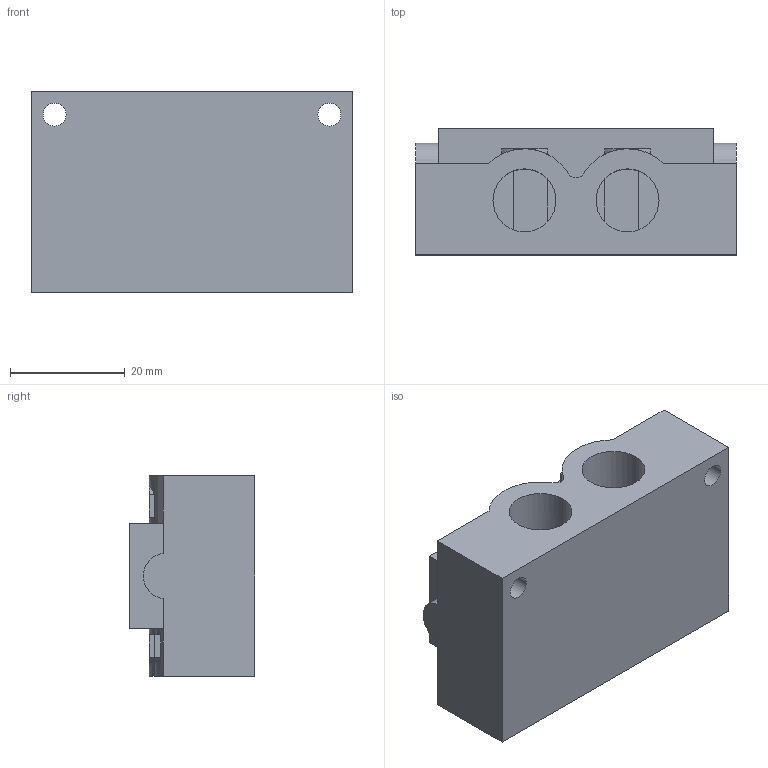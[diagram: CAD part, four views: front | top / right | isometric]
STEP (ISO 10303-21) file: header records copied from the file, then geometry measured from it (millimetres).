
FILE_DESCRIPTION (( 'STEP AP203' ), '1' );
FILE_NAME ('SIB21-S.STEP', '2016-01-13T02:30:43', ( 'yrd8' ), ( 'Hewlett-Packard Company' ), 'SwSTEP 2.0', 'SolidWorks 2008', '' );
FILE_SCHEMA (( 'CONFIG_CONTROL_DESIGN' ));
Length unit declared in the file: millimetre
Products named in the file (1): SIB21-S
Bounding box: 56 x 22 x 35 mm (x, y, z)
Volume: 27028.1 mm3; surface area: 12688.9 mm2
Topology: 1 solids, 1 shells, 238 faces, 623 edges, 412 vertices
Faces by surface type: plane 155, cylinder 52, bspline 31
Entity records: 9436 total; most frequent: CARTESIAN_POINT 3597, ORIENTED_EDGE 1246, DIRECTION 1075, EDGE_CURVE 623, VECTOR 423, LINE 423, VERTEX_POINT 412, AXIS2_PLACEMENT_3D 326
